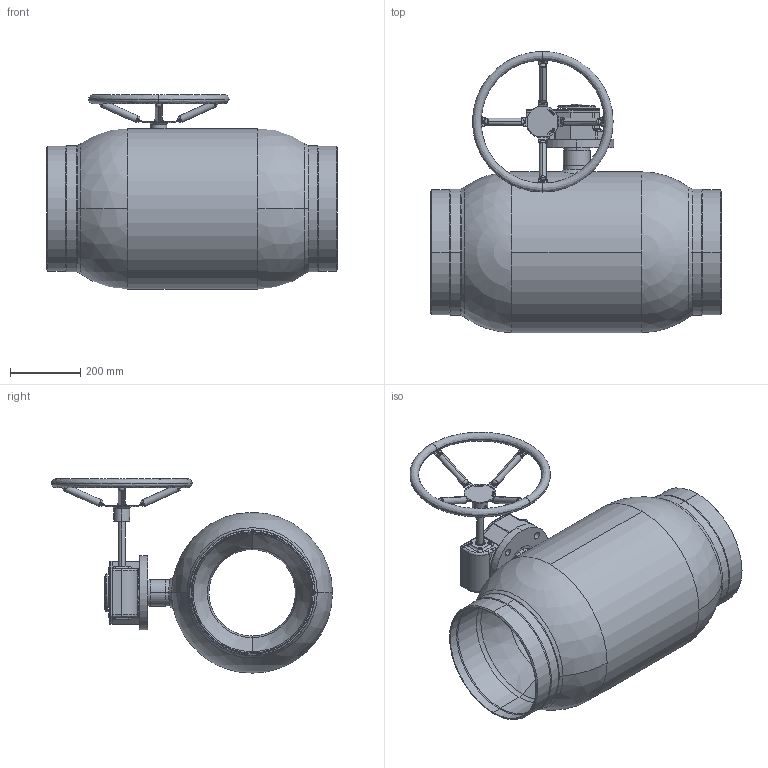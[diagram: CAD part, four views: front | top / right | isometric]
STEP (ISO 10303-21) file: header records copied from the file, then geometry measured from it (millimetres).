
FILE_DESCRIPTION (( 'STEP AP214' ), '1' );
FILE_NAME ('40102350 370 .STEP', '2014-01-09T07:51:28', ( 'Broen A/S' ), ( 'Broen A/S' ), 'SwSTEP 2.0', 'SolidWorks 2011', '' );
FILE_SCHEMA (( 'AUTOMOTIVE_DESIGN' ));
Length unit declared in the file: millimetre
Products named in the file (1): 40102350 370 
Bounding box: 825 x 799 x 552.5 mm (x, y, z)
Surface area: 2008792.9 mm2 (no closed solid volume)
Topology: 0 solids, 52 shells, 714 faces, 2961 edges, 2206 vertices
Faces by surface type: bspline 242, plane 213, cylinder 205, cone 42, torus 8, sphere 4
Entity records: 64416 total; most frequent: CARTESIAN_POINT 34794, ORIENTED_EDGE 4461, DIRECTION 3739, EDGE_CURVE 2935, VERTEX_POINT 2206, LINE 1271, VECTOR 1271, AXIS2_PLACEMENT_3D 1234
